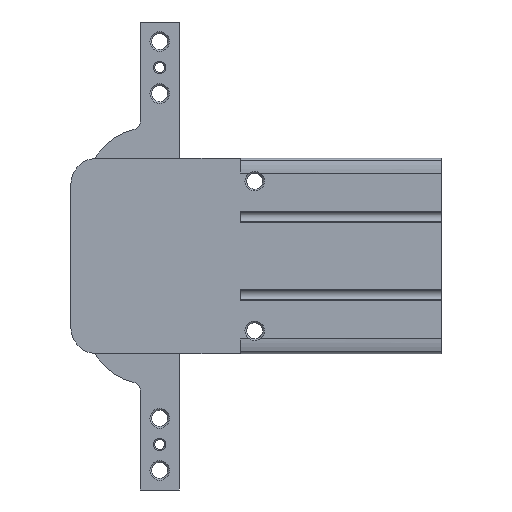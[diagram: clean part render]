
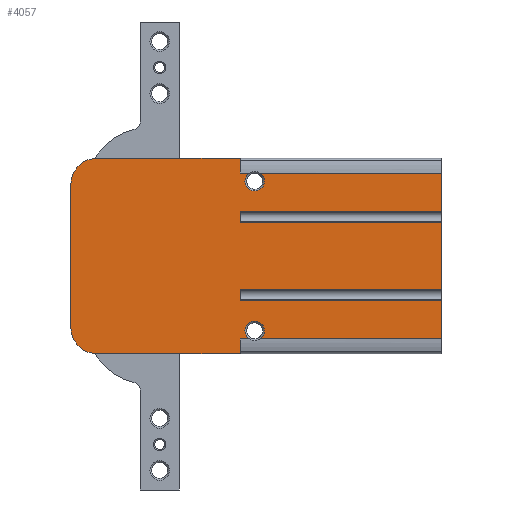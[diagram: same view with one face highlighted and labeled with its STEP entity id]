
A CAD part, left-side view. The second image highlights one B-rep face of the part: STEP entity #4057.
In plain terms, the highlighted planar face has unit normal (-1, 0, 0).
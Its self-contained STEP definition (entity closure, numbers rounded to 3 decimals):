
#232=LINE('',#6203,#569);
#235=LINE('',#6211,#572);
#255=LINE('',#6302,#592);
#257=LINE('',#6310,#594);
#258=LINE('',#6319,#595);
#260=LINE('',#6327,#597);
#280=LINE('',#6386,#617);
#285=LINE('',#6410,#622);
#319=LINE('',#6554,#656);
#327=LINE('',#6580,#664);
#329=LINE('',#6584,#666);
#330=LINE('',#6585,#667);
#331=LINE('',#6587,#668);
#332=LINE('',#6589,#669);
#333=LINE('',#6591,#670);
#334=LINE('',#6592,#671);
#335=LINE('',#6594,#672);
#336=LINE('',#6596,#673);
#569=VECTOR('',#4869,1000.);
#572=VECTOR('',#4876,1000.);
#592=VECTOR('',#4930,1000.);
#594=VECTOR('',#4936,1000.);
#595=VECTOR('',#4939,1000.);
#597=VECTOR('',#4945,1000.);
#617=VECTOR('',#4989,1000.);
#622=VECTOR('',#5008,1000.);
#656=VECTOR('',#5126,1000.);
#664=VECTOR('',#5148,1000.);
#666=VECTOR('',#5154,1000.);
#667=VECTOR('',#5155,1000.);
#668=VECTOR('',#5158,1000.);
#669=VECTOR('',#5159,1000.);
#670=VECTOR('',#5160,1000.);
#671=VECTOR('',#5161,1000.);
#672=VECTOR('',#5162,1000.);
#673=VECTOR('',#5163,1000.);
#1128=ORIENTED_EDGE('',*,*,#2270,.T.);
#1129=ORIENTED_EDGE('',*,*,#2131,.F.);
#1130=ORIENTED_EDGE('',*,*,#2271,.T.);
#1131=ORIENTED_EDGE('',*,*,#2092,.F.);
#1132=ORIENTED_EDGE('',*,*,#2103,.F.);
#1133=ORIENTED_EDGE('',*,*,#2268,.F.);
#1134=ORIENTED_EDGE('',*,*,#2100,.F.);
#1135=ORIENTED_EDGE('',*,*,#2088,.T.);
#1136=ORIENTED_EDGE('',*,*,#2272,.T.);
#1137=ORIENTED_EDGE('',*,*,#2133,.T.);
#1138=ORIENTED_EDGE('',*,*,#2273,.T.);
#1139=ORIENTED_EDGE('',*,*,#2137,.T.);
#1140=ORIENTED_EDGE('',*,*,#2178,.T.);
#1141=ORIENTED_EDGE('',*,*,#2274,.F.);
#1142=ORIENTED_EDGE('',*,*,#2275,.T.);
#1143=ORIENTED_EDGE('',*,*,#2276,.T.);
#1144=ORIENTED_EDGE('',*,*,#2166,.T.);
#1145=ORIENTED_EDGE('',*,*,#2277,.F.);
#1146=ORIENTED_EDGE('',*,*,#2278,.T.);
#1147=ORIENTED_EDGE('',*,*,#2279,.T.);
#1148=ORIENTED_EDGE('',*,*,#2254,.T.);
#1149=ORIENTED_EDGE('',*,*,#2127,.F.);
#2088=EDGE_CURVE('',#2672,#2671,#232,.T.);
#2092=EDGE_CURVE('',#2674,#2675,#235,.T.);
#2100=EDGE_CURVE('',#2672,#2682,#3065,.T.);
#2103=EDGE_CURVE('',#2683,#2674,#3066,.T.);
#2127=EDGE_CURVE('',#2704,#2706,#255,.T.);
#2131=EDGE_CURVE('',#2709,#2705,#257,.T.);
#2133=EDGE_CURVE('',#2712,#2710,#258,.T.);
#2137=EDGE_CURVE('',#2711,#2715,#260,.T.);
#2166=EDGE_CURVE('',#2743,#2742,#280,.T.);
#2178=EDGE_CURVE('',#2715,#2754,#285,.T.);
#2254=EDGE_CURVE('',#2823,#2706,#319,.T.);
#2268=EDGE_CURVE('',#2682,#2683,#327,.T.);
#2270=EDGE_CURVE('',#2704,#2705,#3143,.T.);
#2271=EDGE_CURVE('',#2709,#2675,#329,.T.);
#2272=EDGE_CURVE('',#2671,#2712,#330,.T.);
#2273=EDGE_CURVE('',#2710,#2711,#3144,.T.);
#2274=EDGE_CURVE('',#2834,#2754,#331,.T.);
#2275=EDGE_CURVE('',#2834,#2835,#332,.T.);
#2276=EDGE_CURVE('',#2835,#2743,#333,.T.);
#2277=EDGE_CURVE('',#2836,#2742,#334,.T.);
#2278=EDGE_CURVE('',#2836,#2837,#335,.T.);
#2279=EDGE_CURVE('',#2837,#2823,#336,.T.);
#2671=VERTEX_POINT('',#6202);
#2672=VERTEX_POINT('',#6204);
#2674=VERTEX_POINT('',#6210);
#2675=VERTEX_POINT('',#6212);
#2682=VERTEX_POINT('',#6228);
#2683=VERTEX_POINT('',#6232);
#2704=VERTEX_POINT('',#6300);
#2705=VERTEX_POINT('',#6301);
#2706=VERTEX_POINT('',#6303);
#2709=VERTEX_POINT('',#6309);
#2710=VERTEX_POINT('',#6317);
#2711=VERTEX_POINT('',#6318);
#2712=VERTEX_POINT('',#6320);
#2715=VERTEX_POINT('',#6326);
#2742=VERTEX_POINT('',#6385);
#2743=VERTEX_POINT('',#6387);
#2754=VERTEX_POINT('',#6409);
#2823=VERTEX_POINT('',#6555);
#2834=VERTEX_POINT('',#6588);
#2835=VERTEX_POINT('',#6590);
#2836=VERTEX_POINT('',#6593);
#2837=VERTEX_POINT('',#6595);
#3065=CIRCLE('',#4338,8.);
#3066=CIRCLE('',#4340,8.);
#3143=CIRCLE('',#4428,3.);
#3144=CIRCLE('',#4429,3.);
#3324=EDGE_LOOP('',(#1128,#1129,#1130,#1131,#1132,#1133,#1134,#1135,#1136,
#1137,#1138,#1139,#1140,#1141,#1142,#1143,#1144,#1145,#1146,#1147,#1148,
#1149));
#3645=FACE_BOUND('',#3324,.T.);
#3955=PLANE('',#4427);
#4057=ADVANCED_FACE('',(#3645),#3955,.F.);
#4338=AXIS2_PLACEMENT_3D('',#6227,#4886,#4887);
#4340=AXIS2_PLACEMENT_3D('',#6233,#4892,#4893);
#4427=AXIS2_PLACEMENT_3D('',#6582,#5150,#5151);
#4428=AXIS2_PLACEMENT_3D('',#6583,#5152,#5153);
#4429=AXIS2_PLACEMENT_3D('',#6586,#5156,#5157);
#4869=DIRECTION('',(0.,-1.,0.));
#4876=DIRECTION('',(0.,-1.,0.));
#4886=DIRECTION('',(1.,0.,0.));
#4887=DIRECTION('',(0.,0.,-1.));
#4892=DIRECTION('',(1.,0.,0.));
#4893=DIRECTION('',(0.,0.,-1.));
#4930=DIRECTION('',(0.,-1.,0.));
#4936=DIRECTION('',(0.,-1.,0.));
#4939=DIRECTION('',(0.,-1.,0.));
#4945=DIRECTION('',(0.,-1.,0.));
#4989=DIRECTION('',(0.,0.,1.));
#5008=DIRECTION('',(0.,0.,1.));
#5126=DIRECTION('',(0.,0.,1.));
#5148=DIRECTION('',(0.,0.,1.));
#5150=DIRECTION('',(1.,0.,0.));
#5151=DIRECTION('',(0.,0.,-1.));
#5152=DIRECTION('',(1.,0.,0.));
#5153=DIRECTION('',(0.,0.,-1.));
#5154=DIRECTION('',(0.,0.,1.));
#5155=DIRECTION('',(0.,0.,1.));
#5156=DIRECTION('',(1.,0.,0.));
#5157=DIRECTION('',(0.,0.,-1.));
#5158=DIRECTION('',(0.,-1.,0.));
#5159=DIRECTION('',(0.,0.,1.));
#5160=DIRECTION('',(0.,-1.,0.));
#5161=DIRECTION('',(0.,-1.,0.));
#5162=DIRECTION('',(0.,0.,1.));
#5163=DIRECTION('',(0.,-1.,0.));
#6202=CARTESIAN_POINT('',(-20.,61.8,-30.));
#6203=CARTESIAN_POINT('',(-20.,113.8,-30.));
#6204=CARTESIAN_POINT('',(-20.,105.8,-30.));
#6210=CARTESIAN_POINT('',(-20.,105.8,30.));
#6211=CARTESIAN_POINT('',(-20.,113.8,30.));
#6212=CARTESIAN_POINT('',(-20.,61.8,30.));
#6227=CARTESIAN_POINT('',(-20.,105.8,-22.));
#6228=CARTESIAN_POINT('',(-20.,113.8,-22.));
#6232=CARTESIAN_POINT('',(-20.,113.8,22.));
#6233=CARTESIAN_POINT('',(-20.,105.8,22.));
#6300=CARTESIAN_POINT('',(-20.,55.642,25.5));
#6301=CARTESIAN_POINT('',(-20.,58.958,25.5));
#6302=CARTESIAN_POINT('',(-20.,61.8,25.5));
#6303=CARTESIAN_POINT('',(-20.,0.,25.5));
#6309=CARTESIAN_POINT('',(-20.,61.8,25.5));
#6310=CARTESIAN_POINT('',(-20.,61.8,25.5));
#6317=CARTESIAN_POINT('',(-20.,58.958,-25.5));
#6318=CARTESIAN_POINT('',(-20.,55.642,-25.5));
#6319=CARTESIAN_POINT('',(-20.,61.8,-25.5));
#6320=CARTESIAN_POINT('',(-20.,61.8,-25.5));
#6326=CARTESIAN_POINT('',(-20.,0.,-25.5));
#6327=CARTESIAN_POINT('',(-20.,61.8,-25.5));
#6385=CARTESIAN_POINT('',(-20.,0.,10.3));
#6386=CARTESIAN_POINT('',(-20.,0.,-30.));
#6387=CARTESIAN_POINT('',(-20.,0.,-10.3));
#6409=CARTESIAN_POINT('',(-20.,0.,-13.7));
#6410=CARTESIAN_POINT('',(-20.,0.,-30.));
#6554=CARTESIAN_POINT('',(-20.,0.,-30.));
#6555=CARTESIAN_POINT('',(-20.,0.,13.7));
#6580=CARTESIAN_POINT('',(-20.,113.8,-30.));
#6582=CARTESIAN_POINT('',(-20.,113.8,-30.));
#6583=CARTESIAN_POINT('',(-20.,57.3,23.));
#6584=CARTESIAN_POINT('',(-20.,61.8,-30.));
#6585=CARTESIAN_POINT('',(-20.,61.8,-30.));
#6586=CARTESIAN_POINT('',(-20.,57.3,-23.));
#6587=CARTESIAN_POINT('',(-20.,61.8,-13.7));
#6588=CARTESIAN_POINT('',(-20.,61.8,-13.7));
#6589=CARTESIAN_POINT('',(-20.,61.8,-13.7));
#6590=CARTESIAN_POINT('',(-20.,61.8,-10.3));
#6591=CARTESIAN_POINT('',(-20.,61.8,-10.3));
#6592=CARTESIAN_POINT('',(-20.,61.8,10.3));
#6593=CARTESIAN_POINT('',(-20.,61.8,10.3));
#6594=CARTESIAN_POINT('',(-20.,61.8,10.3));
#6595=CARTESIAN_POINT('',(-20.,61.8,13.7));
#6596=CARTESIAN_POINT('',(-20.,61.8,13.7));
